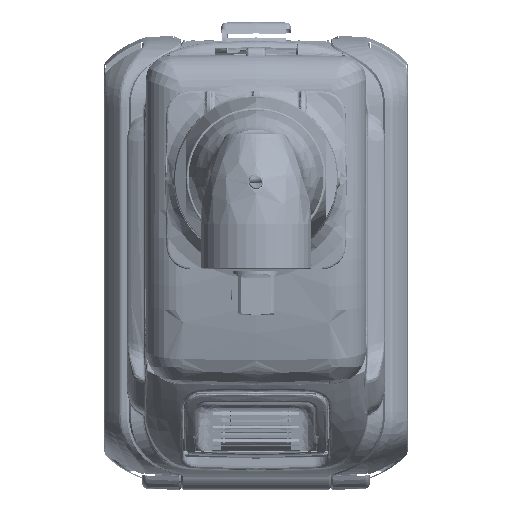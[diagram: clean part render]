
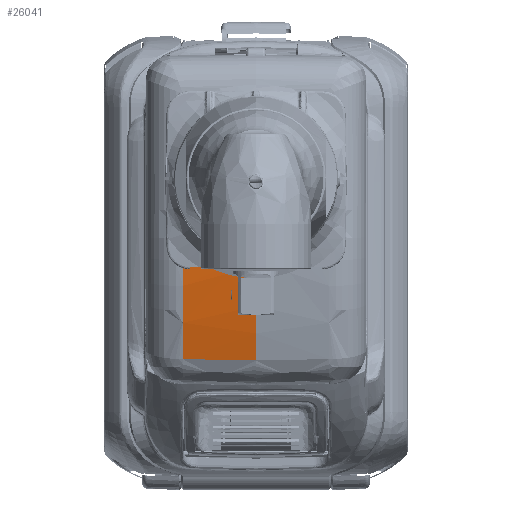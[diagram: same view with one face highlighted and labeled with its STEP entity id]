
A CAD part, top view. The second image highlights one B-rep face of the part: STEP entity #26041.
In plain terms, the highlighted conical face has half-angle 1 degrees and reference radius 152.227 mm.
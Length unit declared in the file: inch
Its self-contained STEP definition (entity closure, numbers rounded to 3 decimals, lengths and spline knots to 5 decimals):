
#17890=CARTESIAN_POINT('',(0.,-0.31255,-13.70607));
#17891=DIRECTION('',(1.,0.,0.));
#17892=DIRECTION('',(0.,-0.122,0.993));
#17893=AXIS2_PLACEMENT_3D('',#17890,#17891,#17892);
#17895=CARTESIAN_POINT('',(-0.77948,-1.90499,
-7.93536));
#17896=CARTESIAN_POINT('',(-0.69041,-1.90662,
-7.9342));
#17897=CARTESIAN_POINT('',(-0.51405,-1.90985,
-7.9319));
#17898=CARTESIAN_POINT('',(-0.26686,-1.91436,
-7.92867));
#17899=CARTESIAN_POINT('',(-0.08969,-1.9176,
-7.92636));
#17900=CARTESIAN_POINT('',(0.,-1.91924,
-7.92519));
#17902=CARTESIAN_POINT('',(-0.77948,-0.31255,
-13.70607));
#17903=DIRECTION('',(-1.,0.,0.));
#17904=DIRECTION('',(0.,-0.266,0.964));
#17905=AXIS2_PLACEMENT_3D('',#17902,#17903,#17904);
#17907=CARTESIAN_POINT('',(-0.77948,-0.73077,
-7.7343));
#17908=CARTESIAN_POINT('',(-0.75988,-0.74993,
-7.7353));
#17909=CARTESIAN_POINT('',(-0.72056,-0.78538,
-7.73728));
#17910=CARTESIAN_POINT('',(-0.66184,-0.83117,
-7.74007));
#17911=CARTESIAN_POINT('',(-0.60517,-0.86961,
-7.74256));
#17912=CARTESIAN_POINT('',(-0.55247,-0.90097,
-7.74466));
#17913=CARTESIAN_POINT('',(-0.50358,-0.92673,
-7.74641));
#17914=CARTESIAN_POINT('',(-0.45712,-0.94849,
-7.74788));
#17915=CARTESIAN_POINT('',(-0.41115,-0.96758,
-7.74914));
#17916=CARTESIAN_POINT('',(-0.36423,-0.9847,
-7.75023));
#17917=CARTESIAN_POINT('',(-0.31632,-0.99981,
-7.75111));
#17918=CARTESIAN_POINT('',(-0.26786,-1.01279,
-7.75177));
#17919=CARTESIAN_POINT('',(-0.21869,-1.02369,
-7.7522));
#17920=CARTESIAN_POINT('',(-0.16814,-1.03258,
-7.75238));
#17921=CARTESIAN_POINT('',(-0.11564,-1.03939,
-7.75229));
#17922=CARTESIAN_POINT('',(-0.06087,-1.04395,
-7.75188));
#17923=CARTESIAN_POINT('',(-0.02077,-1.04531,
-7.75135));
#17924=CARTESIAN_POINT('',(0.,-1.04543,
-7.751));
#18107=CARTESIAN_POINT('',(-0.77948,-0.73077,
-7.7343));
#18127=CARTESIAN_POINT('',(-0.77948,-1.90499,
-7.93536));
#23610=CARTESIAN_POINT('',(0.,-1.04543,-7.751));
#23611=CARTESIAN_POINT('',(0.,-1.91924,-7.92519));
#23612=VERTEX_POINT('',#23610);
#23613=VERTEX_POINT('',#23611);
#23621=VERTEX_POINT('',#18127);
#24412=VERTEX_POINT('',#18107);
#26026=CARTESIAN_POINT('',(-0.38974,-0.31255,
-13.70607));
#26027=DIRECTION('',(1.,0.,0.));
#26028=DIRECTION('',(0.,1.,0.));
#26029=AXIS2_PLACEMENT_3D('',#26026,#26027,#26028);
#26030=CONICAL_SURFACE('',#26029,5.9932,1.);
#26032=ORIENTED_EDGE('',*,*,#26031,.T.);
#26034=ORIENTED_EDGE('',*,*,#26033,.F.);
#26036=ORIENTED_EDGE('',*,*,#26035,.T.);
#26038=ORIENTED_EDGE('',*,*,#26037,.T.);
#26039=EDGE_LOOP('',(#26032,#26034,#26036,#26038));
#26040=FACE_OUTER_BOUND('',#26039,.F.);
#26041=ADVANCED_FACE('',(#26040),#26030,.T.);
#17894=CIRCLE('',#17893,6.);
#17901=B_SPLINE_CURVE_WITH_KNOTS('',3,(#17895,#17896,#17897,#17898,#17899,
#17900),.UNSPECIFIED.,.F.,.F.,(4,1,1,4),(0.,0.33333,
0.66667,1.),.UNSPECIFIED.);
#17906=CIRCLE('',#17905,5.98639);
#17925=B_SPLINE_CURVE_WITH_KNOTS('',3,(#17907,#17908,#17909,#17910,#17911,
#17912,#17913,#17914,#17915,#17916,#17917,#17918,#17919,#17920,#17921,#17922,
#17923,#17924),.UNSPECIFIED.,.F.,.F.,(4,1,1,1,1,1,1,1,1,1,1,1,1,1,1,4),(0.,
0.06667,0.13333,0.2,0.26667,0.33333,
0.4,0.46667,0.53333,0.6,0.66667,
0.73333,0.8,0.86667,0.93333,1.),
.UNSPECIFIED.);
#26031=EDGE_CURVE('',#23612,#23613,#17894,.T.);
#26033=EDGE_CURVE('',#23621,#23613,#17901,.T.);
#26035=EDGE_CURVE('',#23621,#24412,#17906,.T.);
#26037=EDGE_CURVE('',#24412,#23612,#17925,.T.);
